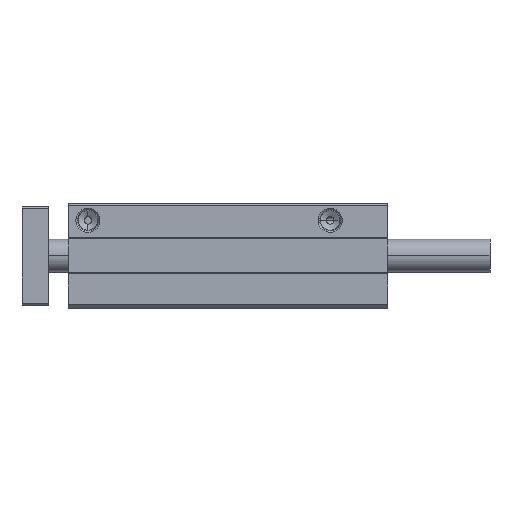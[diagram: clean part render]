
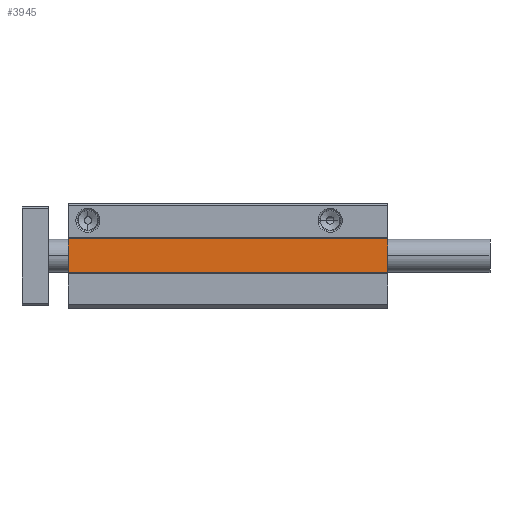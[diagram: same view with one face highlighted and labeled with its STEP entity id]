
A CAD part, top view. The second image highlights one B-rep face of the part: STEP entity #3945.
In plain terms, the highlighted planar face has unit normal (0, 0, 1).
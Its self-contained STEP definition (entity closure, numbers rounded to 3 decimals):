
#127 = DIRECTION ( 'NONE',  ( 0., 0., 1. ) ) ;
#497 = VERTEX_POINT ( 'NONE', #12652 ) ;
#919 = CARTESIAN_POINT ( 'NONE',  ( 194., 10.3, 73.4 ) ) ;
#2048 = VERTEX_POINT ( 'NONE', #3577 ) ;
#2251 = PLANE ( 'NONE',  #7785 ) ;
#2370 = LINE ( 'NONE', #6423, #11411 ) ;
#3122 = CARTESIAN_POINT ( 'NONE',  ( 0., -10.3, 73.4 ) ) ;
#3320 = DIRECTION ( 'NONE',  ( 1., 0., 0. ) ) ;
#3577 = CARTESIAN_POINT ( 'NONE',  ( 0., 10.3, 73.4 ) ) ;
#3774 = CARTESIAN_POINT ( 'NONE',  ( 0., 10.3, 73.4 ) ) ;
#3945 = ADVANCED_FACE ( 'NONE', ( #7440 ), #2251, .T. ) ;
#4303 = DIRECTION ( 'NONE',  ( 0., 1., 0. ) ) ;
#4516 = EDGE_CURVE ( 'NONE', #11506, #497, #8839, .T. ) ;
#4650 = EDGE_CURVE ( 'NONE', #2048, #497, #11212, .T. ) ;
#4843 = VECTOR ( 'NONE', #11849, 1000. ) ;
#4858 = CARTESIAN_POINT ( 'NONE',  ( 194., -10.3, 73.4 ) ) ;
#5684 = CARTESIAN_POINT ( 'NONE',  ( 0., -10.3, 73.4 ) ) ;
#5976 = EDGE_CURVE ( 'NONE', #2048, #13020, #7872, .T. ) ;
#6423 = CARTESIAN_POINT ( 'NONE',  ( 194., -10.3, 73.4 ) ) ;
#6813 = EDGE_CURVE ( 'NONE', #11506, #13020, #2370, .T. ) ;
#7440 = FACE_OUTER_BOUND ( 'NONE', #9124, .T. ) ;
#7490 = ORIENTED_EDGE ( 'NONE', *, *, #5976, .F. ) ;
#7785 = AXIS2_PLACEMENT_3D ( 'NONE', #3122, #127, #3320 ) ;
#7793 = DIRECTION ( 'NONE',  ( -1., 0., 0. ) ) ;
#7872 = LINE ( 'NONE', #3774, #4843 ) ;
#8839 = LINE ( 'NONE', #5684, #9480 ) ;
#8942 = ORIENTED_EDGE ( 'NONE', *, *, #6813, .T. ) ;
#9124 = EDGE_LOOP ( 'NONE', ( #9830, #12183, #8942, #7490 ) ) ;
#9480 = VECTOR ( 'NONE', #7793, 1000. ) ;
#9830 = ORIENTED_EDGE ( 'NONE', *, *, #4650, .T. ) ;
#10099 = CARTESIAN_POINT ( 'NONE',  ( 0., -10.3, 73.4 ) ) ;
#11212 = LINE ( 'NONE', #10099, #13078 ) ;
#11411 = VECTOR ( 'NONE', #4303, 1000. ) ;
#11506 = VERTEX_POINT ( 'NONE', #4858 ) ;
#11849 = DIRECTION ( 'NONE',  ( 1., 0., 0. ) ) ;
#12183 = ORIENTED_EDGE ( 'NONE', *, *, #4516, .F. ) ;
#12211 = DIRECTION ( 'NONE',  ( 0., -1., 0. ) ) ;
#12652 = CARTESIAN_POINT ( 'NONE',  ( 0., -10.3, 73.4 ) ) ;
#13020 = VERTEX_POINT ( 'NONE', #919 ) ;
#13078 = VECTOR ( 'NONE', #12211, 1000. ) ;
